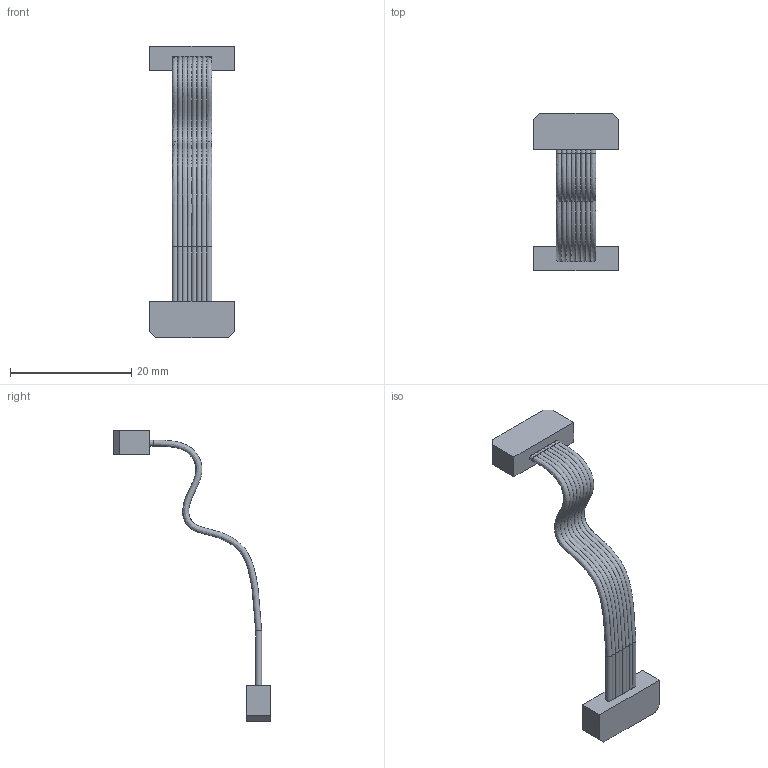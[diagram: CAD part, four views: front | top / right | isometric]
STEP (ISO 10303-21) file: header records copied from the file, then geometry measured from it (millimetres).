
FILE_DESCRIPTION(('FreeCAD Model'),'2;1');
FILE_NAME('Ribbon_Cable_8wire_1x8conc.step','2020-04-13T09:41:34',('Author'),(''), 'Open CASCADE STEP processor 7.2','FreeCAD','Unknown');
FILE_SCHEMA(('CONFIG_CONTROL_DESIGN','SHAPE_APPEARANCE_LAYER_MIM'));
Length unit declared in the file: millimetre
Products named in the file (1): Body_ribbonCable1
Bounding box: 14 x 26 x 48.15 mm (x, y, z)
Volume: 964.3 mm3; surface area: 1479.2 mm2
Topology: 1 solids, 1 shells, 58 faces, 134 edges, 80 vertices
Faces by surface type: plane 16, extrusion 14, bspline 14, cylinder 14
Entity records: 16518 total; most frequent: CARTESIAN_POINT 15264, ORIENTED_EDGE 268, DIRECTION 224, EDGE_CURVE 134, VERTEX_POINT 80, VECTOR 78, AXIS2_PLACEMENT_3D 73, LINE 64
